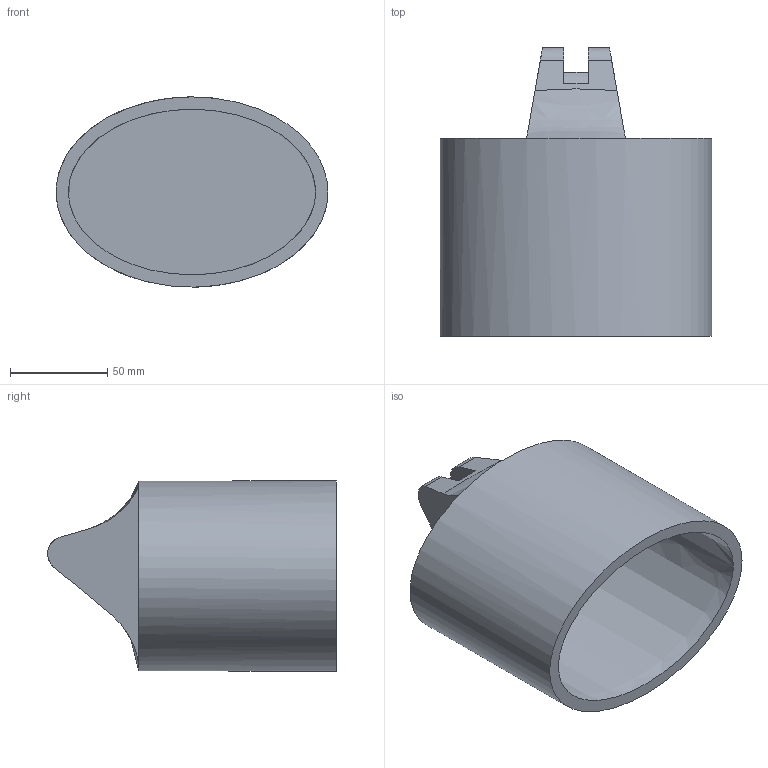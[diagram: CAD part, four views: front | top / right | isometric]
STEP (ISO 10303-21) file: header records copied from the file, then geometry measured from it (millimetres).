
FILE_DESCRIPTION( ( '' ), ' ' );
FILE_NAME( '5be0074c1c730d152576ceec.step', '2018-11-05T09:03:08', ( '' ), ( '' ), ' ', ' ', ' ' );
FILE_SCHEMA( ( 'AUTOMOTIVE_DESIGN { 1 0 10303 214 1 1 1 1 }' ) );
Length unit declared in the file: metre
Products named in the file (1): horizontalHinge
Bounding box: 139.69 x 148.32 x 97.78 mm (x, y, z)
Volume: 523225.5 mm3; surface area: 91076.7 mm2
Topology: 1 solids, 1 shells, 17 faces, 38 edges, 24 vertices
Faces by surface type: plane 10, cylinder 3, bspline 2, extrusion 2
Entity records: 1463 total; most frequent: CARTESIAN_POINT 956, DIRECTION 70, ORIENTED_EDGE 70, EDGE_CURVE 35, AXIS2_PLACEMENT_3D 26, VERTEX_POINT 23, EDGE_LOOP 20, FACE_OUTER_BOUND 19
